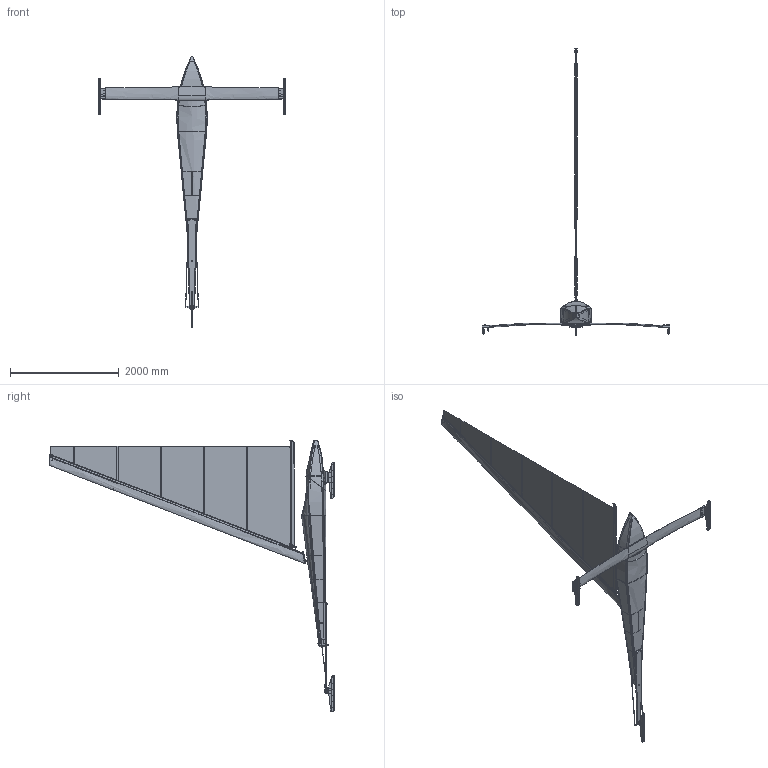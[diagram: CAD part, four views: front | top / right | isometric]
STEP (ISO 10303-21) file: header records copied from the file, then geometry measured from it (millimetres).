
FILE_DESCRIPTION(('FreeCAD Model'),'2;1');
FILE_NAME('Open CASCADE Shape Model','2025-05-05T17:38:02',('FreeCAD'),( 'FreeCAD'),'Open CASCADE STEP processor 7.6','FreeCAD','Unknown');
FILE_SCHEMA(('AUTOMOTIVE_DESIGN { 1 0 10303 214 1 1 1 1 }'));
Products named in the file (1): Open CASCADE STEP translator 7.6 1
Bounding box: 3438.46 x 5250.31 x 4983.32 mm (x, y, z)
Volume: 91777426 mm3; surface area: 33954554.6 mm2
Topology: 126 solids, 133 shells, 2343 faces, 5986 edges, 3934 vertices
Faces by surface type: bspline 2343
Entity records: 98434 total; most frequent: CARTESIAN_POINT 63213, ORIENTED_EDGE 11942, EDGE_CURVE 5965, VERTEX_POINT 3919, B_SPLINE_CURVE_WITH_KNOTS 3592, FACE_BOUND 2988, EDGE_LOOP 2988, ADVANCED_FACE 2343
